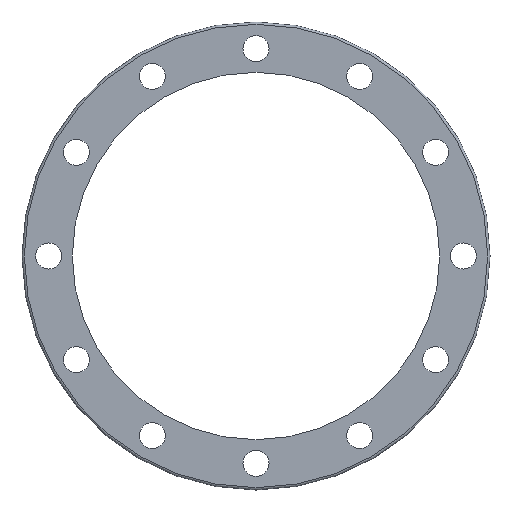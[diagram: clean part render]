
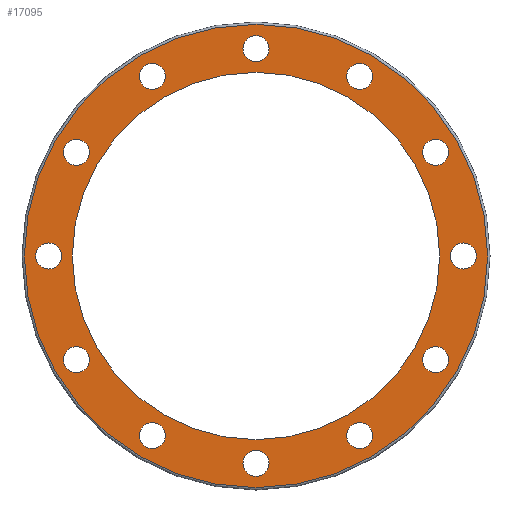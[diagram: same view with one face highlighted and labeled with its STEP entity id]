
A CAD part, front view. The second image highlights one B-rep face of the part: STEP entity #17095.
In plain terms, the highlighted planar face has unit normal (0, -1, 0).
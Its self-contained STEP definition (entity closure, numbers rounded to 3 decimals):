
#77=FACE_BOUND('',#4474,.T.);
#78=FACE_BOUND('',#4475,.T.);
#79=FACE_BOUND('',#4476,.T.);
#80=FACE_BOUND('',#4477,.T.);
#81=FACE_BOUND('',#4478,.T.);
#82=FACE_BOUND('',#4479,.T.);
#83=FACE_BOUND('',#4480,.T.);
#84=FACE_BOUND('',#4481,.T.);
#85=FACE_BOUND('',#4482,.T.);
#86=FACE_BOUND('',#4483,.T.);
#87=FACE_BOUND('',#4484,.T.);
#88=FACE_BOUND('',#4485,.T.);
#89=FACE_BOUND('',#4486,.T.);
#201=PLANE('',#20250);
#3194=FACE_OUTER_BOUND('',#4473,.T.);
#4473=EDGE_LOOP('',(#15370));
#4474=EDGE_LOOP('',(#15371));
#4475=EDGE_LOOP('',(#15372));
#4476=EDGE_LOOP('',(#15373));
#4477=EDGE_LOOP('',(#15374));
#4478=EDGE_LOOP('',(#15375));
#4479=EDGE_LOOP('',(#15376));
#4480=EDGE_LOOP('',(#15377));
#4481=EDGE_LOOP('',(#15378));
#4482=EDGE_LOOP('',(#15379));
#4483=EDGE_LOOP('',(#15380));
#4484=EDGE_LOOP('',(#15381));
#4485=EDGE_LOOP('',(#15382));
#4486=EDGE_LOOP('',(#15383));
#6449=CIRCLE('',#20248,195.5);
#6451=CIRCLE('',#20251,155.);
#6452=CIRCLE('',#20252,11.);
#6453=CIRCLE('',#20253,11.);
#6454=CIRCLE('',#20254,11.);
#6455=CIRCLE('',#20255,11.);
#6456=CIRCLE('',#20256,11.);
#6457=CIRCLE('',#20257,11.);
#6458=CIRCLE('',#20258,11.);
#6459=CIRCLE('',#20259,11.);
#6460=CIRCLE('',#20260,11.);
#6461=CIRCLE('',#20261,11.);
#6462=CIRCLE('',#20262,11.);
#6463=CIRCLE('',#20263,11.);
#7822=VERTEX_POINT('',#32259);
#7824=VERTEX_POINT('',#32264);
#7825=VERTEX_POINT('',#32266);
#7826=VERTEX_POINT('',#32268);
#7827=VERTEX_POINT('',#32270);
#7828=VERTEX_POINT('',#32272);
#7829=VERTEX_POINT('',#32274);
#7830=VERTEX_POINT('',#32276);
#7831=VERTEX_POINT('',#32278);
#7832=VERTEX_POINT('',#32280);
#7833=VERTEX_POINT('',#32282);
#7834=VERTEX_POINT('',#32284);
#7835=VERTEX_POINT('',#32286);
#7836=VERTEX_POINT('',#32288);
#10347=EDGE_CURVE('',#7822,#7822,#6449,.T.);
#10349=EDGE_CURVE('',#7824,#7824,#6451,.T.);
#10350=EDGE_CURVE('',#7825,#7825,#6452,.T.);
#10351=EDGE_CURVE('',#7826,#7826,#6453,.T.);
#10352=EDGE_CURVE('',#7827,#7827,#6454,.T.);
#10353=EDGE_CURVE('',#7828,#7828,#6455,.T.);
#10354=EDGE_CURVE('',#7829,#7829,#6456,.T.);
#10355=EDGE_CURVE('',#7830,#7830,#6457,.T.);
#10356=EDGE_CURVE('',#7831,#7831,#6458,.T.);
#10357=EDGE_CURVE('',#7832,#7832,#6459,.T.);
#10358=EDGE_CURVE('',#7833,#7833,#6460,.T.);
#10359=EDGE_CURVE('',#7834,#7834,#6461,.T.);
#10360=EDGE_CURVE('',#7835,#7835,#6462,.T.);
#10361=EDGE_CURVE('',#7836,#7836,#6463,.T.);
#15370=ORIENTED_EDGE('',*,*,#10347,.F.);
#15371=ORIENTED_EDGE('',*,*,#10349,.T.);
#15372=ORIENTED_EDGE('',*,*,#10350,.T.);
#15373=ORIENTED_EDGE('',*,*,#10351,.T.);
#15374=ORIENTED_EDGE('',*,*,#10352,.T.);
#15375=ORIENTED_EDGE('',*,*,#10353,.T.);
#15376=ORIENTED_EDGE('',*,*,#10354,.T.);
#15377=ORIENTED_EDGE('',*,*,#10355,.T.);
#15378=ORIENTED_EDGE('',*,*,#10356,.T.);
#15379=ORIENTED_EDGE('',*,*,#10357,.T.);
#15380=ORIENTED_EDGE('',*,*,#10358,.T.);
#15381=ORIENTED_EDGE('',*,*,#10359,.T.);
#15382=ORIENTED_EDGE('',*,*,#10360,.T.);
#15383=ORIENTED_EDGE('',*,*,#10361,.T.);
#17095=ADVANCED_FACE('',(#3194,#77,#78,#79,#80,#81,#82,#83,#84,#85,#86,
#87,#88,#89),#201,.T.);
#20248=AXIS2_PLACEMENT_3D('',#32260,#27128,#27129);
#20250=AXIS2_PLACEMENT_3D('',#32263,#27132,#27133);
#20251=AXIS2_PLACEMENT_3D('',#32265,#27134,#27135);
#20252=AXIS2_PLACEMENT_3D('',#32267,#27136,#27137);
#20253=AXIS2_PLACEMENT_3D('',#32269,#27138,#27139);
#20254=AXIS2_PLACEMENT_3D('',#32271,#27140,#27141);
#20255=AXIS2_PLACEMENT_3D('',#32273,#27142,#27143);
#20256=AXIS2_PLACEMENT_3D('',#32275,#27144,#27145);
#20257=AXIS2_PLACEMENT_3D('',#32277,#27146,#27147);
#20258=AXIS2_PLACEMENT_3D('',#32279,#27148,#27149);
#20259=AXIS2_PLACEMENT_3D('',#32281,#27150,#27151);
#20260=AXIS2_PLACEMENT_3D('',#32283,#27152,#27153);
#20261=AXIS2_PLACEMENT_3D('',#32285,#27154,#27155);
#20262=AXIS2_PLACEMENT_3D('',#32287,#27156,#27157);
#20263=AXIS2_PLACEMENT_3D('',#32289,#27158,#27159);
#27128=DIRECTION('center_axis',(0.,1.,0.));
#27129=DIRECTION('ref_axis',(1.,0.,0.));
#27132=DIRECTION('center_axis',(0.,-1.,0.));
#27133=DIRECTION('ref_axis',(0.,0.,-1.));
#27134=DIRECTION('center_axis',(0.,1.,0.));
#27135=DIRECTION('ref_axis',(1.,0.,0.));
#27136=DIRECTION('center_axis',(0.,1.,0.));
#27137=DIRECTION('ref_axis',(1.,0.,0.));
#27138=DIRECTION('center_axis',(0.,1.,0.));
#27139=DIRECTION('ref_axis',(0.866,0.,-0.5));
#27140=DIRECTION('center_axis',(0.,1.,0.));
#27141=DIRECTION('ref_axis',(0.5,0.,-0.866));
#27142=DIRECTION('center_axis',(0.,1.,0.));
#27143=DIRECTION('ref_axis',(0.,0.,-1.));
#27144=DIRECTION('center_axis',(0.,1.,0.));
#27145=DIRECTION('ref_axis',(-0.5,0.,-0.866));
#27146=DIRECTION('center_axis',(0.,1.,0.));
#27147=DIRECTION('ref_axis',(-0.866,0.,-0.5));
#27148=DIRECTION('center_axis',(0.,1.,0.));
#27149=DIRECTION('ref_axis',(-1.,0.,0.));
#27150=DIRECTION('center_axis',(0.,1.,0.));
#27151=DIRECTION('ref_axis',(-0.866,0.,0.5));
#27152=DIRECTION('center_axis',(0.,1.,0.));
#27153=DIRECTION('ref_axis',(-0.5,0.,0.866));
#27154=DIRECTION('center_axis',(0.,1.,0.));
#27155=DIRECTION('ref_axis',(0.,0.,1.));
#27156=DIRECTION('center_axis',(0.,1.,0.));
#27157=DIRECTION('ref_axis',(0.5,0.,0.866));
#27158=DIRECTION('center_axis',(0.,1.,0.));
#27159=DIRECTION('ref_axis',(0.866,0.,0.5));
#32259=CARTESIAN_POINT('',(-195.5,0.,0.));
#32260=CARTESIAN_POINT('Origin',(0.,0.,0.));
#32263=CARTESIAN_POINT('Origin',(-197.5,0.,0.));
#32264=CARTESIAN_POINT('',(-155.,0.,0.));
#32265=CARTESIAN_POINT('Origin',(0.,0.,0.));
#32266=CARTESIAN_POINT('',(-11.,0.,-175.));
#32267=CARTESIAN_POINT('Origin',(0.,0.,-175.));
#32268=CARTESIAN_POINT('',(-97.026,0.,-146.054));
#32269=CARTESIAN_POINT('Origin',(-87.5,0.,-151.554));
#32270=CARTESIAN_POINT('',(-157.054,0.,-77.974));
#32271=CARTESIAN_POINT('Origin',(-151.554,0.,-87.5));
#32272=CARTESIAN_POINT('',(-175.,0.,11.));
#32273=CARTESIAN_POINT('Origin',(-175.,0.,0.));
#32274=CARTESIAN_POINT('',(-146.054,0.,97.026));
#32275=CARTESIAN_POINT('Origin',(-151.554,0.,87.5));
#32276=CARTESIAN_POINT('',(-77.974,0.,157.054));
#32277=CARTESIAN_POINT('Origin',(-87.5,0.,151.554));
#32278=CARTESIAN_POINT('',(11.,0.,175.));
#32279=CARTESIAN_POINT('Origin',(0.,0.,175.));
#32280=CARTESIAN_POINT('',(97.026,0.,146.054));
#32281=CARTESIAN_POINT('Origin',(87.5,0.,151.554));
#32282=CARTESIAN_POINT('',(157.054,0.,77.974));
#32283=CARTESIAN_POINT('Origin',(151.554,0.,87.5));
#32284=CARTESIAN_POINT('',(175.,0.,-11.));
#32285=CARTESIAN_POINT('Origin',(175.,0.,0.));
#32286=CARTESIAN_POINT('',(146.054,0.,-97.026));
#32287=CARTESIAN_POINT('Origin',(151.554,0.,-87.5));
#32288=CARTESIAN_POINT('',(77.974,0.,-157.054));
#32289=CARTESIAN_POINT('Origin',(87.5,0.,-151.554));
